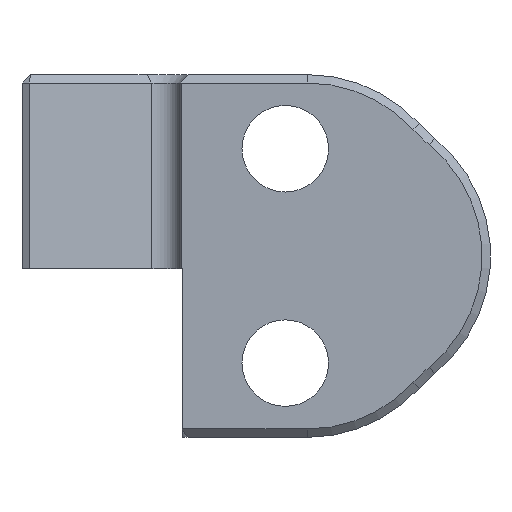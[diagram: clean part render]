
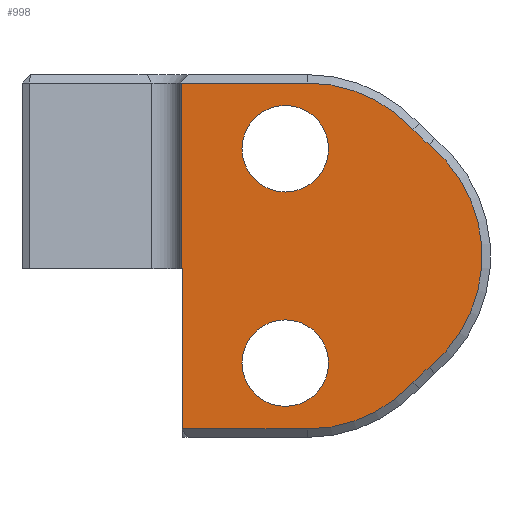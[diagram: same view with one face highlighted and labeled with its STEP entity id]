
A CAD part, left-side view. The second image highlights one B-rep face of the part: STEP entity #998.
In plain terms, the highlighted planar face has unit normal (-1, 0, 0).
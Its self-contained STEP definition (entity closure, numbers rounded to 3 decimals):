
#46=FACE_BOUND('',#165,.T.);
#47=FACE_BOUND('',#166,.T.);
#55=CIRCLE('',#1073,2.563);
#56=CIRCLE('',#1075,2.563);
#60=CIRCLE('',#1084,8.5);
#61=CIRCLE('',#1085,9.5);
#62=CIRCLE('',#1086,8.5);
#63=CIRCLE('',#1087,9.5);
#64=CIRCLE('',#1088,8.5);
#103=FACE_OUTER_BOUND('',#164,.T.);
#164=EDGE_LOOP('',(#779,#780,#781,#782,#783,#784,#785,#786,#787,#788));
#165=EDGE_LOOP('',(#789));
#166=EDGE_LOOP('',(#790));
#258=LINE('',#1566,#365);
#260=LINE('',#1572,#367);
#267=LINE('',#1594,#374);
#268=LINE('',#1598,#375);
#269=LINE('',#1609,#376);
#365=VECTOR('',#1257,10.);
#367=VECTOR('',#1263,10.);
#374=VECTOR('',#1274,10.);
#375=VECTOR('',#1279,10.);
#376=VECTOR('',#1290,10.);
#456=VERTEX_POINT('',#1545);
#457=VERTEX_POINT('',#1549);
#463=VERTEX_POINT('',#1563);
#464=VERTEX_POINT('',#1565);
#466=VERTEX_POINT('',#1571);
#473=VERTEX_POINT('',#1593);
#474=VERTEX_POINT('',#1597);
#475=VERTEX_POINT('',#1599);
#476=VERTEX_POINT('',#1601);
#477=VERTEX_POINT('',#1603);
#478=VERTEX_POINT('',#1605);
#479=VERTEX_POINT('',#1607);
#561=EDGE_CURVE('',#456,#456,#55,.T.);
#563=EDGE_CURVE('',#457,#457,#56,.T.);
#570=EDGE_CURVE('',#464,#463,#258,.T.);
#573=EDGE_CURVE('',#463,#466,#260,.T.);
#582=EDGE_CURVE('',#464,#473,#267,.T.);
#584=EDGE_CURVE('',#474,#466,#268,.T.);
#585=EDGE_CURVE('',#475,#474,#60,.T.);
#586=EDGE_CURVE('',#476,#475,#61,.T.);
#587=EDGE_CURVE('',#477,#476,#62,.T.);
#588=EDGE_CURVE('',#478,#477,#63,.T.);
#589=EDGE_CURVE('',#479,#478,#64,.T.);
#590=EDGE_CURVE('',#473,#479,#269,.T.);
#779=ORIENTED_EDGE('',*,*,#570,.T.);
#780=ORIENTED_EDGE('',*,*,#573,.T.);
#781=ORIENTED_EDGE('',*,*,#584,.F.);
#782=ORIENTED_EDGE('',*,*,#585,.F.);
#783=ORIENTED_EDGE('',*,*,#586,.F.);
#784=ORIENTED_EDGE('',*,*,#587,.F.);
#785=ORIENTED_EDGE('',*,*,#588,.F.);
#786=ORIENTED_EDGE('',*,*,#589,.F.);
#787=ORIENTED_EDGE('',*,*,#590,.F.);
#788=ORIENTED_EDGE('',*,*,#582,.F.);
#789=ORIENTED_EDGE('',*,*,#561,.T.);
#790=ORIENTED_EDGE('',*,*,#563,.T.);
#959=PLANE('',#1083);
#998=ADVANCED_FACE('',(#103,#46,#47),#959,.T.);
#1073=AXIS2_PLACEMENT_3D('',#1547,#1241,#1242);
#1075=AXIS2_PLACEMENT_3D('',#1551,#1246,#1247);
#1083=AXIS2_PLACEMENT_3D('',#1596,#1277,#1278);
#1084=AXIS2_PLACEMENT_3D('',#1600,#1280,#1281);
#1085=AXIS2_PLACEMENT_3D('',#1602,#1282,#1283);
#1086=AXIS2_PLACEMENT_3D('',#1604,#1284,#1285);
#1087=AXIS2_PLACEMENT_3D('',#1606,#1286,#1287);
#1088=AXIS2_PLACEMENT_3D('',#1608,#1288,#1289);
#1241=DIRECTION('center_axis',(1.,0.,0.));
#1242=DIRECTION('ref_axis',(0.,1.,0.));
#1246=DIRECTION('center_axis',(1.,0.,0.));
#1247=DIRECTION('ref_axis',(0.,1.,0.));
#1257=DIRECTION('',(0.,-1.,0.));
#1263=DIRECTION('',(0.,0.,-1.));
#1274=DIRECTION('',(0.,0.,1.));
#1277=DIRECTION('center_axis',(-1.,0.,0.));
#1278=DIRECTION('ref_axis',(0.,-1.,0.));
#1279=DIRECTION('',(0.,1.,0.));
#1280=DIRECTION('center_axis',(1.,0.,0.));
#1281=DIRECTION('ref_axis',(0.,-0.932,-0.361));
#1282=DIRECTION('center_axis',(-1.,0.,0.));
#1283=DIRECTION('ref_axis',(0.,0.736,0.677));
#1284=DIRECTION('center_axis',(1.,0.,0.));
#1285=DIRECTION('ref_axis',(0.,-0.633,0.774));
#1286=DIRECTION('center_axis',(-1.,0.,0.));
#1287=DIRECTION('ref_axis',(0.,0.736,-0.677));
#1288=DIRECTION('center_axis',(1.,0.,0.));
#1289=DIRECTION('ref_axis',(0.,-0.932,0.361));
#1290=DIRECTION('',(0.,-1.,0.));
#1545=CARTESIAN_POINT('',(14.,-8.738,4.404));
#1547=CARTESIAN_POINT('Origin',(14.,-6.175,4.404));
#1549=CARTESIAN_POINT('',(14.,-8.738,17.104));
#1551=CARTESIAN_POINT('Origin',(14.,-6.175,17.104));
#1563=CARTESIAN_POINT('',(14.,-0.077,10.));
#1565=CARTESIAN_POINT('',(14.,0.,10.));
#1566=CARTESIAN_POINT('',(14.,4.712,10.));
#1571=CARTESIAN_POINT('',(14.,-0.077,0.5));
#1572=CARTESIAN_POINT('',(14.,-0.077,2.5));
#1593=CARTESIAN_POINT('',(14.,0.,20.997));
#1594=CARTESIAN_POINT('',(14.,0.,0.));
#1596=CARTESIAN_POINT('Origin',(14.,0.,
0.));
#1597=CARTESIAN_POINT('',(14.,-7.483,0.5));
#1598=CARTESIAN_POINT('',(14.,-7.52,0.5));
#1599=CARTESIAN_POINT('',(14.,-13.74,3.247));
#1600=CARTESIAN_POINT('Origin',(14.,-7.483,9.));
#1601=CARTESIAN_POINT('',(14.,-14.718,4.17));
#1602=CARTESIAN_POINT('Origin',(14.,-20.733,-3.183));
#1603=CARTESIAN_POINT('',(14.,-14.718,17.327));
#1604=CARTESIAN_POINT('Origin',(14.,-9.335,10.749));
#1605=CARTESIAN_POINT('',(14.,-13.74,18.25));
#1606=CARTESIAN_POINT('Origin',(14.,-20.733,24.68));
#1607=CARTESIAN_POINT('',(14.,-7.483,20.997));
#1608=CARTESIAN_POINT('Origin',(14.,-7.483,12.497));
#1609=CARTESIAN_POINT('',(14.,-7.52,20.997));
